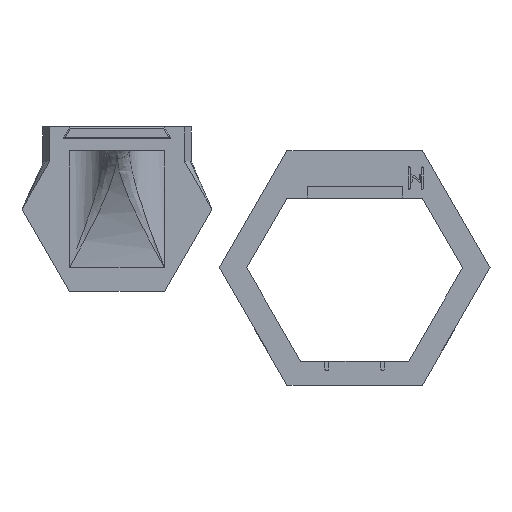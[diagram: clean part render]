
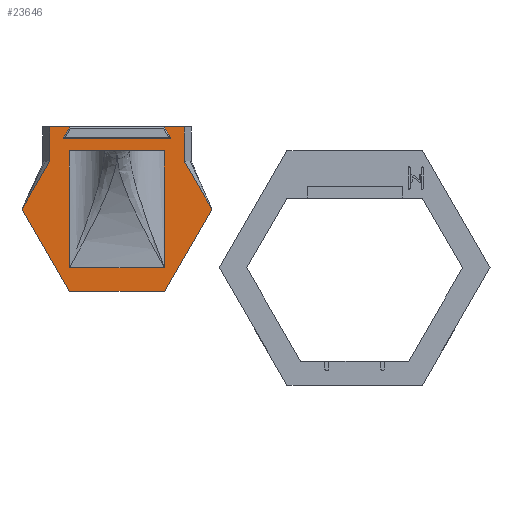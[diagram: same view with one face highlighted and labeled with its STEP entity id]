
A CAD part, top view. The second image highlights one B-rep face of the part: STEP entity #23646.
In plain terms, the highlighted planar face has unit normal (0, 0, 1).
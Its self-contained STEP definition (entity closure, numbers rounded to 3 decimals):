
#232=FACE_BOUND('',#4123,.T.);
#1433=PLANE('',#24889);
#2692=FACE_OUTER_BOUND('',#4122,.T.);
#4122=EDGE_LOOP('',(#22293,#22294,#22295,#22296,#22297,#22298,#22299,#22300,
#22301,#22302,#22303,#22304));
#4123=EDGE_LOOP('',(#22305,#22306,#22307,#22308));
#7207=LINE('',#37650,#10319);
#7210=LINE('',#37655,#10322);
#7219=LINE('',#37742,#10331);
#7221=LINE('',#37746,#10333);
#7223=LINE('',#37750,#10335);
#7226=LINE('',#37919,#10338);
#7227=LINE('',#37940,#10339);
#7229=LINE('',#38075,#10341);
#7230=LINE('',#38077,#10342);
#7231=LINE('',#38080,#10343);
#7232=LINE('',#38082,#10344);
#7233=LINE('',#38084,#10345);
#7234=LINE('',#38085,#10346);
#7235=LINE('',#38087,#10347);
#7236=LINE('',#38089,#10348);
#7237=LINE('',#38090,#10349);
#10319=VECTOR('',#30361,10.);
#10322=VECTOR('',#30366,10.);
#10331=VECTOR('',#30387,10.);
#10333=VECTOR('',#30391,10.);
#10335=VECTOR('',#30395,10.);
#10338=VECTOR('',#30402,10.);
#10339=VECTOR('',#30407,10.);
#10341=VECTOR('',#30415,10.);
#10342=VECTOR('',#30418,10.);
#10343=VECTOR('',#30421,10.);
#10344=VECTOR('',#30422,10.);
#10345=VECTOR('',#30423,10.);
#10346=VECTOR('',#30424,10.);
#10347=VECTOR('',#30425,10.);
#10348=VECTOR('',#30426,10.);
#10349=VECTOR('',#30427,10.);
#12578=VERTEX_POINT('',#37647);
#12579=VERTEX_POINT('',#37649);
#12580=VERTEX_POINT('',#37653);
#12586=VERTEX_POINT('',#37728);
#12588=VERTEX_POINT('',#37740);
#12589=VERTEX_POINT('',#37744);
#12590=VERTEX_POINT('',#37748);
#12597=VERTEX_POINT('',#37850);
#12600=VERTEX_POINT('',#37918);
#12602=VERTEX_POINT('',#37938);
#12606=VERTEX_POINT('',#38073);
#12607=VERTEX_POINT('',#38079);
#12608=VERTEX_POINT('',#38081);
#12609=VERTEX_POINT('',#38083);
#12610=VERTEX_POINT('',#38086);
#12611=VERTEX_POINT('',#38088);
#15797=EDGE_CURVE('',#12579,#12578,#7207,.F.);
#15800=EDGE_CURVE('',#12578,#12580,#7210,.F.);
#15814=EDGE_CURVE('',#12588,#12586,#7219,.T.);
#15816=EDGE_CURVE('',#12589,#12588,#7221,.T.);
#15818=EDGE_CURVE('',#12590,#12589,#7223,.T.);
#15830=EDGE_CURVE('',#12597,#12600,#7226,.T.);
#15834=EDGE_CURVE('',#12602,#12597,#7227,.T.);
#15842=EDGE_CURVE('',#12602,#12606,#7229,.F.);
#15843=EDGE_CURVE('',#12600,#12606,#7230,.T.);
#15844=EDGE_CURVE('',#12580,#12607,#7231,.F.);
#15845=EDGE_CURVE('',#12607,#12608,#7232,.T.);
#15846=EDGE_CURVE('',#12609,#12608,#7233,.T.);
#15847=EDGE_CURVE('',#12586,#12609,#7234,.T.);
#15848=EDGE_CURVE('',#12610,#12590,#7235,.T.);
#15849=EDGE_CURVE('',#12611,#12610,#7236,.T.);
#15850=EDGE_CURVE('',#12611,#12579,#7237,.T.);
#22293=ORIENTED_EDGE('',*,*,#15844,.T.);
#22294=ORIENTED_EDGE('',*,*,#15845,.T.);
#22295=ORIENTED_EDGE('',*,*,#15846,.F.);
#22296=ORIENTED_EDGE('',*,*,#15847,.F.);
#22297=ORIENTED_EDGE('',*,*,#15814,.F.);
#22298=ORIENTED_EDGE('',*,*,#15816,.F.);
#22299=ORIENTED_EDGE('',*,*,#15818,.F.);
#22300=ORIENTED_EDGE('',*,*,#15848,.F.);
#22301=ORIENTED_EDGE('',*,*,#15849,.F.);
#22302=ORIENTED_EDGE('',*,*,#15850,.T.);
#22303=ORIENTED_EDGE('',*,*,#15797,.T.);
#22304=ORIENTED_EDGE('',*,*,#15800,.T.);
#22305=ORIENTED_EDGE('',*,*,#15842,.T.);
#22306=ORIENTED_EDGE('',*,*,#15843,.F.);
#22307=ORIENTED_EDGE('',*,*,#15830,.F.);
#22308=ORIENTED_EDGE('',*,*,#15834,.F.);
#23646=ADVANCED_FACE('',(#2692,#232),#1433,.F.);
#24889=AXIS2_PLACEMENT_3D('',#38078,#30419,#30420);
#30361=DIRECTION('',(-0.5,0.866,0.));
#30366=DIRECTION('',(1.,0.,0.));
#30387=DIRECTION('',(-0.5,0.866,0.));
#30391=DIRECTION('',(-1.,0.,0.));
#30395=DIRECTION('',(-0.5,-0.866,0.));
#30402=DIRECTION('',(1.,0.,0.));
#30407=DIRECTION('',(0.,-1.,0.));
#30415=DIRECTION('',(-1.,0.,0.));
#30418=DIRECTION('',(0.,1.,0.));
#30419=DIRECTION('center_axis',(0.,0.,
-1.));
#30420=DIRECTION('ref_axis',(1.,0.,0.));
#30421=DIRECTION('',(-0.5,-0.866,0.));
#30422=DIRECTION('',(-1.,0.,0.));
#30423=DIRECTION('',(0.,1.,0.));
#30424=DIRECTION('',(0.5,0.866,0.));
#30425=DIRECTION('',(0.5,-0.866,0.));
#30426=DIRECTION('',(0.,-1.,0.));
#30427=DIRECTION('',(-1.,0.,0.));
#37647=CARTESIAN_POINT('',(-114.573,10.2,-39.679));
#37649=CARTESIAN_POINT('',(-120.231,20.,-39.679));
#37650=CARTESIAN_POINT('',(-107.286,-2.421,-39.679));
#37653=CARTESIAN_POINT('',(-205.427,10.2,-39.679));
#37655=CARTESIAN_POINT('',(-182.887,10.2,-39.679));
#37728=CARTESIAN_POINT('',(-240.,-49.282,-39.679));
#37740=CARTESIAN_POINT('',(-200.,-118.564,-39.679));
#37742=CARTESIAN_POINT('',(-200.,-118.564,-39.679));
#37744=CARTESIAN_POINT('',(-120.,-118.564,-39.679));
#37746=CARTESIAN_POINT('',(-120.,-118.564,-39.679));
#37748=CARTESIAN_POINT('',(-80.,-49.282,-39.679));
#37750=CARTESIAN_POINT('',(-80.,-49.282,-39.679));
#37850=CARTESIAN_POINT('',(-200.,-98.564,-39.679));
#37918=CARTESIAN_POINT('',(-120.,-98.564,-39.679));
#37919=CARTESIAN_POINT('',(-160.,-98.564,-39.679));
#37938=CARTESIAN_POINT('',(-200.,-0.2,-39.679));
#37940=CARTESIAN_POINT('',(-200.,-49.282,-39.679));
#38073=CARTESIAN_POINT('',(-120.,-0.2,-39.679));
#38075=CARTESIAN_POINT('',(-160.,-0.2,-39.679));
#38077=CARTESIAN_POINT('',(-120.,-49.282,-39.679));
#38078=CARTESIAN_POINT('Origin',(-160.,-49.282,-39.679));
#38079=CARTESIAN_POINT('',(-199.769,20.,-39.679));
#38080=CARTESIAN_POINT('',(-209.827,2.579,-39.679));
#38081=CARTESIAN_POINT('',(-216.769,20.,-39.679));
#38082=CARTESIAN_POINT('',(-211.547,20.,-39.679));
#38083=CARTESIAN_POINT('',(-216.769,-9.045,-39.679));
#38084=CARTESIAN_POINT('',(-216.769,-22.002,-39.679));
#38085=CARTESIAN_POINT('',(-240.,-49.282,-39.679));
#38086=CARTESIAN_POINT('',(-103.231,-9.045,-39.679));
#38087=CARTESIAN_POINT('',(-120.,20.,-39.679));
#38088=CARTESIAN_POINT('',(-103.231,20.,-39.679));
#38089=CARTESIAN_POINT('',(-103.231,-22.002,-39.679));
#38090=CARTESIAN_POINT('',(-211.547,20.,-39.679));
